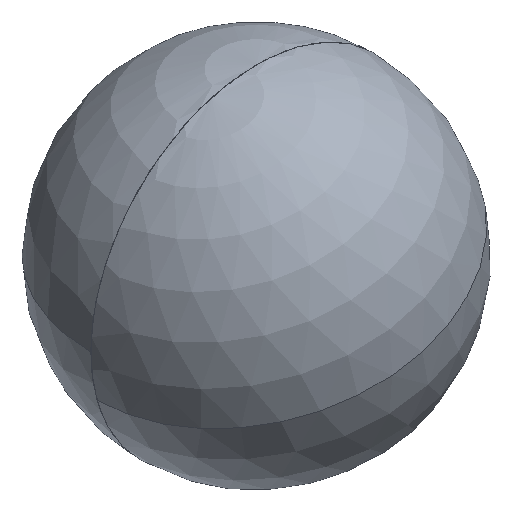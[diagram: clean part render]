
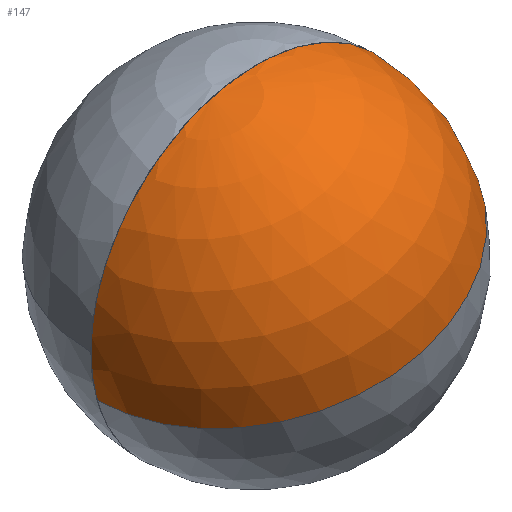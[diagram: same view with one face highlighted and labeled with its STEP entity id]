
A CAD part, isometric view. The second image highlights one B-rep face of the part: STEP entity #147.
In plain terms, the highlighted spherical face has radius 30 mm.
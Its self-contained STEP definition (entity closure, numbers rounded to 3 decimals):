
#49 = CIRCLE ( 'NONE', #1290, 30. ) ;
#124 = CIRCLE ( 'NONE', #1249, 30. ) ;
#140 = CARTESIAN_POINT ( 'NONE',  ( 0., 0., 0. ) ) ;
#147 = ADVANCED_FACE ( 'NONE', ( #1652 ), #269, .T. ) ;
#180 = DIRECTION ( 'NONE',  ( 0., 0., -1. ) ) ;
#225 = DIRECTION ( 'NONE',  ( 1., 0., 0. ) ) ;
#269 = SPHERICAL_SURFACE ( 'NONE', #1518, 30. ) ;
#275 = AXIS2_PLACEMENT_3D ( 'NONE', #1706, #1446, #225 ) ;
#328 = VERTEX_POINT ( 'NONE', #474 ) ;
#362 = ORIENTED_EDGE ( 'NONE', *, *, #753, .F. ) ;
#474 = CARTESIAN_POINT ( 'NONE',  ( -30., 0., 0. ) ) ;
#622 = ORIENTED_EDGE ( 'NONE', *, *, #1227, .T. ) ;
#680 = CARTESIAN_POINT ( 'NONE',  ( 30., 0., 0. ) ) ;
#683 = DIRECTION ( 'NONE',  ( 0., -1., 0. ) ) ;
#753 = EDGE_CURVE ( 'NONE', #992, #328, #49, .T. ) ;
#821 = EDGE_LOOP ( 'NONE', ( #1573, #622, #362 ) ) ;
#949 = DIRECTION ( 'NONE',  ( 1., 0., 0. ) ) ;
#992 = VERTEX_POINT ( 'NONE', #680 ) ;
#1097 = CARTESIAN_POINT ( 'NONE',  ( 0., 30., 0. ) ) ;
#1142 = DIRECTION ( 'NONE',  ( -1., 0., 0. ) ) ;
#1182 = EDGE_CURVE ( 'NONE', #1663, #992, #124, .T. ) ;
#1226 = DIRECTION ( 'NONE',  ( 0., 0., 1. ) ) ;
#1227 = EDGE_CURVE ( 'NONE', #1663, #328, #1506, .T. ) ;
#1238 = DIRECTION ( 'NONE',  ( 0., 0., -1. ) ) ;
#1249 = AXIS2_PLACEMENT_3D ( 'NONE', #1412, #180, #1142 ) ;
#1290 = AXIS2_PLACEMENT_3D ( 'NONE', #140, #683, #1238 ) ;
#1412 = CARTESIAN_POINT ( 'NONE',  ( 0., 0., 0. ) ) ;
#1446 = DIRECTION ( 'NONE',  ( 0., 0., 1. ) ) ;
#1504 = CARTESIAN_POINT ( 'NONE',  ( 0., 0., 0. ) ) ;
#1506 = CIRCLE ( 'NONE', #275, 30. ) ;
#1518 = AXIS2_PLACEMENT_3D ( 'NONE', #1504, #1226, #949 ) ;
#1573 = ORIENTED_EDGE ( 'NONE', *, *, #1182, .F. ) ;
#1652 = FACE_OUTER_BOUND ( 'NONE', #821, .T. ) ;
#1663 = VERTEX_POINT ( 'NONE', #1097 ) ;
#1706 = CARTESIAN_POINT ( 'NONE',  ( 0., 0., 0. ) ) ;
